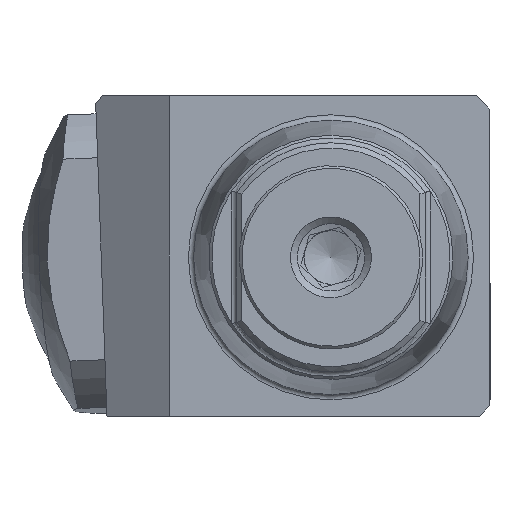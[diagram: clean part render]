
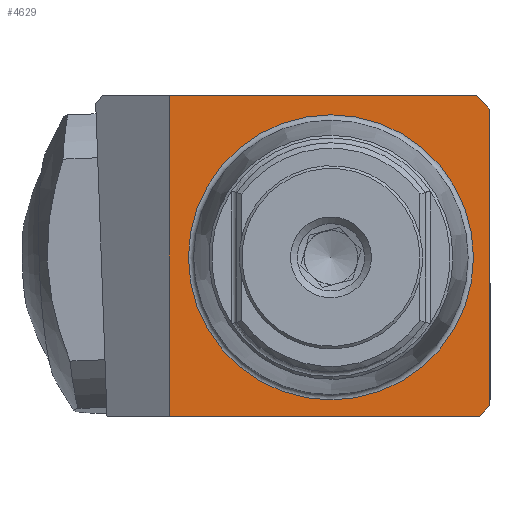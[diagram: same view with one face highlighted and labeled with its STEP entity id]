
A CAD part, left-side view. The second image highlights one B-rep face of the part: STEP entity #4629.
In plain terms, the highlighted planar face has unit normal (-1, 0, 0).
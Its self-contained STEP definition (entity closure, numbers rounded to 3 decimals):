
#6 = VECTOR ( 'NONE', #5890, 1000. ) ;
#222 = CARTESIAN_POINT ( 'NONE',  ( 0., 0., 5.288 ) ) ;
#307 = EDGE_LOOP ( 'NONE', ( #1320 ) ) ;
#349 = ORIENTED_EDGE ( 'NONE', *, *, #968, .F. ) ;
#363 = FACE_OUTER_BOUND ( 'NONE', #958, .T. ) ;
#519 = LINE ( 'NONE', #5086, #5743 ) ;
#539 = CARTESIAN_POINT ( 'NONE',  ( 0., -5.9, 5.5 ) ) ;
#638 = VERTEX_POINT ( 'NONE', #2312 ) ;
#759 = AXIS2_PLACEMENT_3D ( 'NONE', #1430, #5628, #6136 ) ;
#877 = LINE ( 'NONE', #6010, #4107 ) ;
#933 = CARTESIAN_POINT ( 'NONE',  ( 0., -5.9, 5.5 ) ) ;
#958 = EDGE_LOOP ( 'NONE', ( #1442, #4170, #5822, #349, #2160, #5030 ) ) ;
#968 = EDGE_CURVE ( 'NONE', #638, #3028, #877, .T. ) ;
#1035 = EDGE_CURVE ( 'NONE', #3110, #4145, #6340, .T. ) ;
#1060 = CARTESIAN_POINT ( 'NONE',  ( 0., -5.4, 6. ) ) ;
#1320 = ORIENTED_EDGE ( 'NONE', *, *, #3941, .F. ) ;
#1369 = CARTESIAN_POINT ( 'NONE',  ( 0., 6., 6. ) ) ;
#1419 = FACE_BOUND ( 'NONE', #307, .T. ) ;
#1430 = CARTESIAN_POINT ( 'NONE',  ( 0., 0., 0. ) ) ;
#1442 = ORIENTED_EDGE ( 'NONE', *, *, #1035, .F. ) ;
#1486 = LINE ( 'NONE', #1060, #5665 ) ;
#1627 = CARTESIAN_POINT ( 'NONE',  ( 0., 5.288, 0. ) ) ;
#2113 = LINE ( 'NONE', #933, #5087 ) ;
#2160 = ORIENTED_EDGE ( 'NONE', *, *, #3541, .F. ) ;
#2207 = CARTESIAN_POINT ( 'NONE',  ( 0., 10., 6. ) ) ;
#2256 = DIRECTION ( 'NONE',  ( 0., 0., -1. ) ) ;
#2258 = CARTESIAN_POINT ( 'NONE',  ( 0., -5.5, -5.9 ) ) ;
#2312 = CARTESIAN_POINT ( 'NONE',  ( 0., -5.9, -5.5 ) ) ;
#2319 = EDGE_CURVE ( 'NONE', #6538, #3110, #4236, .T. ) ;
#2638 = CARTESIAN_POINT ( 'NONE',  ( 0., -5.4, 6. ) ) ;
#2706 = CARTESIAN_POINT ( 'NONE',  ( 0., 6., -5.9 ) ) ;
#2846 = CIRCLE ( 'NONE', #759, 5.288 ) ;
#3028 = VERTEX_POINT ( 'NONE', #2258 ) ;
#3087 = DIRECTION ( 'NONE',  ( 0., 1., 0. ) ) ;
#3110 = VERTEX_POINT ( 'NONE', #1369 ) ;
#3150 = AXIS2_PLACEMENT_3D ( 'NONE', #1627, #5332, #2256 ) ;
#3257 = CARTESIAN_POINT ( 'NONE',  ( 0., 6., -5.9 ) ) ;
#3541 = EDGE_CURVE ( 'NONE', #4945, #638, #2113, .T. ) ;
#3585 = DIRECTION ( 'NONE',  ( 0., -0.707, -0.707 ) ) ;
#3941 = EDGE_CURVE ( 'NONE', #6361, #6361, #2846, .T. ) ;
#4107 = VECTOR ( 'NONE', #4928, 1000. ) ;
#4110 = EDGE_CURVE ( 'NONE', #4145, #4945, #1486, .T. ) ;
#4145 = VERTEX_POINT ( 'NONE', #2638 ) ;
#4170 = ORIENTED_EDGE ( 'NONE', *, *, #2319, .F. ) ;
#4236 = LINE ( 'NONE', #3257, #6568 ) ;
#4629 = ADVANCED_FACE ( 'NONE', ( #363, #1419 ), #6215, .F. ) ;
#4858 = DIRECTION ( 'NONE',  ( 0., 0., 1. ) ) ;
#4928 = DIRECTION ( 'NONE',  ( 0., 0.707, -0.707 ) ) ;
#4945 = VERTEX_POINT ( 'NONE', #539 ) ;
#5030 = ORIENTED_EDGE ( 'NONE', *, *, #4110, .F. ) ;
#5086 = CARTESIAN_POINT ( 'NONE',  ( 0., 10., -5.9 ) ) ;
#5087 = VECTOR ( 'NONE', #5702, 1000. ) ;
#5332 = DIRECTION ( 'NONE',  ( 1., 0., 0. ) ) ;
#5353 = EDGE_CURVE ( 'NONE', #3028, #6538, #519, .T. ) ;
#5628 = DIRECTION ( 'NONE',  ( -1., 0., 0. ) ) ;
#5665 = VECTOR ( 'NONE', #3585, 1000. ) ;
#5702 = DIRECTION ( 'NONE',  ( 0., 0., -1. ) ) ;
#5743 = VECTOR ( 'NONE', #3087, 1000. ) ;
#5822 = ORIENTED_EDGE ( 'NONE', *, *, #5353, .F. ) ;
#5890 = DIRECTION ( 'NONE',  ( 0., -1., 0. ) ) ;
#6010 = CARTESIAN_POINT ( 'NONE',  ( 0., -5.9, -5.5 ) ) ;
#6136 = DIRECTION ( 'NONE',  ( 0., 0., 1. ) ) ;
#6215 = PLANE ( 'NONE',  #3150 ) ;
#6340 = LINE ( 'NONE', #2207, #6 ) ;
#6361 = VERTEX_POINT ( 'NONE', #222 ) ;
#6538 = VERTEX_POINT ( 'NONE', #2706 ) ;
#6568 = VECTOR ( 'NONE', #4858, 1000. ) ;
